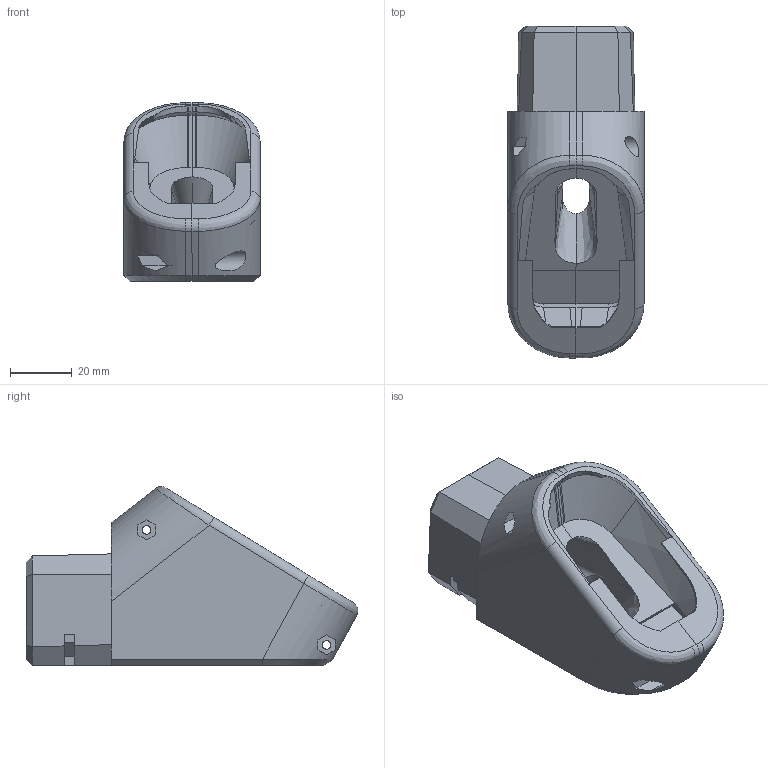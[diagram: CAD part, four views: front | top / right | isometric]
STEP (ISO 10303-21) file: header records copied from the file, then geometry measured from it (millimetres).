
FILE_DESCRIPTION(('FreeCAD Model'),'2;1');
FILE_NAME('Open CASCADE Shape Model','2023-09-10T11:50:06',(''),(''), 'Open CASCADE STEP processor 7.6','FreeCAD','Unknown');
FILE_SCHEMA(('AUTOMOTIVE_DESIGN { 1 0 10303 214 1 1 1 1 }'));
Length unit declared in the file: millimetre
Products named in the file (3): Maverick_grip_n_strike_mount; Maverick grip n-strike mount 1C right; Maverick grip n-strike mount 1C left
Assembly tree (2 placements, depth 2):
  Maverick_grip_n_strike_mount
    Maverick grip n-strike mount 1C right
    Maverick grip n-strike mount 1C left
Bounding box: 44 x 107.26 x 57.71 mm (x, y, z)
Volume: 112753 mm3; surface area: 29934.9 mm2
Topology: 2 solids, 2 shells, 188 faces, 474 edges, 296 vertices
Faces by surface type: plane 96, bspline 70, cylinder 22
Full cylindrical faces by diameter (mm): 2.8 x2, 3 x2, 6.5 x2
Entity records: 17443 total; most frequent: CARTESIAN_POINT 8823, DIRECTION 1235, ORIENTED_EDGE 948, PCURVE 948, DEFINITIONAL_REPRESENTATION 948, LINE 842, VECTOR 842, EDGE_CURVE 474
